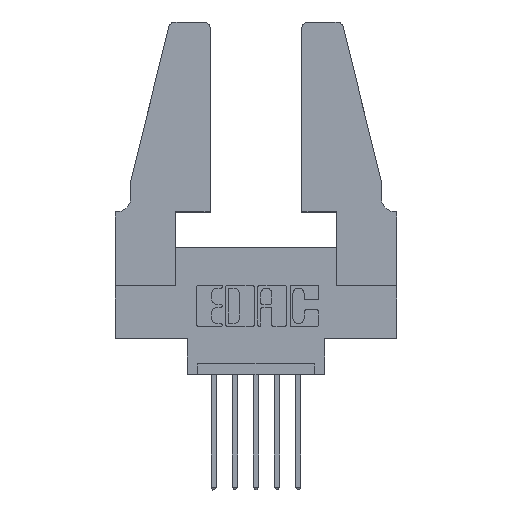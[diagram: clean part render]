
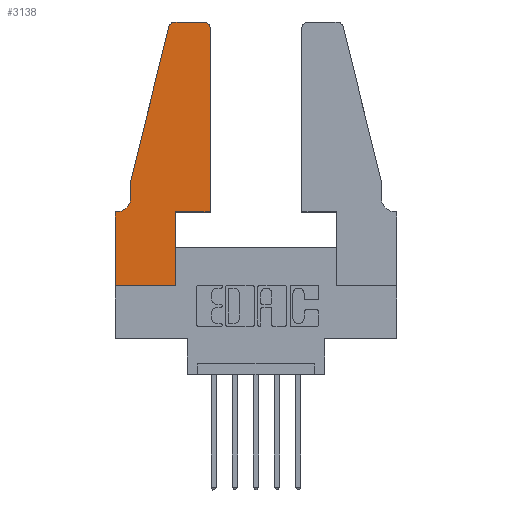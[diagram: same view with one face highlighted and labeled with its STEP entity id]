
A CAD part, top view. The second image highlights one B-rep face of the part: STEP entity #3138.
In plain terms, the highlighted planar face has unit normal (0, 0, 1).
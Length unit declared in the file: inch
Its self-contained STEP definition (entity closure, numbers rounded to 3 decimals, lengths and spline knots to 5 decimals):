
#73 = CARTESIAN_POINT ( 'NONE',  ( 0.4505, 0.35, 0.37 ) ) ;
#171 = DIRECTION ( 'NONE',  ( -0.239, -0.971, 0. ) ) ;
#357 = EDGE_CURVE ( 'NONE', #1847, #7232, #8799, .T. ) ;
#416 = DIRECTION ( 'NONE',  ( 1., 0., 0. ) ) ;
#429 = ORIENTED_EDGE ( 'NONE', *, *, #10531, .T. ) ;
#487 = CARTESIAN_POINT ( 'NONE',  ( 0.0755, 0.35, 0.37 ) ) ;
#521 = DIRECTION ( 'NONE',  ( -1., 0., 0. ) ) ;
#671 = DIRECTION ( 'NONE',  ( 0., 0., 1. ) ) ;
#960 = ORIENTED_EDGE ( 'NONE', *, *, #10878, .T. ) ;
#990 = ORIENTED_EDGE ( 'NONE', *, *, #6650, .T. ) ;
#992 = ORIENTED_EDGE ( 'NONE', *, *, #7335, .T. ) ;
#1296 = LINE ( 'NONE', #487, #2102 ) ;
#1322 = VERTEX_POINT ( 'NONE', #8027 ) ;
#1844 = VECTOR ( 'NONE', #6961, 39.37008 ) ;
#1847 = VERTEX_POINT ( 'NONE', #3779 ) ;
#1952 = LINE ( 'NONE', #5801, #5164 ) ;
#2005 = DIRECTION ( 'NONE',  ( 0., 0., -1. ) ) ;
#2063 = VECTOR ( 'NONE', #5554, 39.37008 ) ;
#2100 = EDGE_CURVE ( 'NONE', #10558, #1847, #1952, .T. ) ;
#2102 = VECTOR ( 'NONE', #521, 39.37008 ) ;
#2110 = PLANE ( 'NONE',  #5835 ) ;
#2140 = CARTESIAN_POINT ( 'NONE',  ( 0., 0.35, 0.37 ) ) ;
#2183 = CARTESIAN_POINT ( 'NONE',  ( 0.2865, 0.35, 0.37 ) ) ;
#2397 = CARTESIAN_POINT ( 'NONE',  ( 0.2605, 1.25, 0.37 ) ) ;
#2422 = DIRECTION ( 'NONE',  ( 0., 0., 1. ) ) ;
#2427 = AXIS2_PLACEMENT_3D ( 'NONE', #5825, #671, #4974 ) ;
#2464 = DIRECTION ( 'NONE',  ( 0., 1., 0. ) ) ;
#2473 = EDGE_CURVE ( 'NONE', #7232, #10146, #3179, .T. ) ;
#2616 = CARTESIAN_POINT ( 'NONE',  ( 0.25487, 1.22718, 0.37 ) ) ;
#2661 = LINE ( 'NONE', #3548, #1844 ) ;
#2724 = VECTOR ( 'NONE', #4075, 39.37008 ) ;
#2767 = CARTESIAN_POINT ( 'NONE',  ( 0.0055, 0.35, 0.37 ) ) ;
#2849 = VERTEX_POINT ( 'NONE', #2616 ) ;
#3019 = DIRECTION ( 'NONE',  ( 0., 0., 1. ) ) ;
#3119 = CARTESIAN_POINT ( 'NONE',  ( 0., 0., 0.37 ) ) ;
#3138 = ADVANCED_FACE ( 'NONE', ( #9560 ), #2110, .T. ) ;
#3179 = LINE ( 'NONE', #2397, #9967 ) ;
#3229 = ORIENTED_EDGE ( 'NONE', *, *, #2473, .T. ) ;
#3372 = DIRECTION ( 'NONE',  ( -1., 0., 0. ) ) ;
#3402 = CARTESIAN_POINT ( 'NONE',  ( 0.4205, 1.22, 0.37 ) ) ;
#3548 = CARTESIAN_POINT ( 'NONE',  ( 0.2865, 0.35, 0.37 ) ) ;
#3779 = CARTESIAN_POINT ( 'NONE',  ( 0.4505, 1.22, 0.37 ) ) ;
#4027 = CARTESIAN_POINT ( 'NONE',  ( 0., 0., 0.37 ) ) ;
#4075 = DIRECTION ( 'NONE',  ( 0., -1., 0. ) ) ;
#4397 = CARTESIAN_POINT ( 'NONE',  ( 0.0055, 0.42, 0.37 ) ) ;
#4566 = ORIENTED_EDGE ( 'NONE', *, *, #10952, .T. ) ;
#4601 = VECTOR ( 'NONE', #171, 39.37008 ) ;
#4827 = LINE ( 'NONE', #73, #6556 ) ;
#4924 = VECTOR ( 'NONE', #6125, 39.37008 ) ;
#4931 = VERTEX_POINT ( 'NONE', #2767 ) ;
#4974 = DIRECTION ( 'NONE',  ( 1., 0., 0. ) ) ;
#5121 = LINE ( 'NONE', #5212, #4601 ) ;
#5164 = VECTOR ( 'NONE', #2464, 39.37008 ) ;
#5212 = CARTESIAN_POINT ( 'NONE',  ( 0.0755, 0.5, 0.37 ) ) ;
#5275 = CARTESIAN_POINT ( 'NONE',  ( 0.4205, 1.25, 0.37 ) ) ;
#5289 = CARTESIAN_POINT ( 'NONE',  ( 0.2865, 0., 0.37 ) ) ;
#5394 = CARTESIAN_POINT ( 'NONE',  ( 0.4505, 0.35, 0.37 ) ) ;
#5554 = DIRECTION ( 'NONE',  ( 0., -1., 0. ) ) ;
#5564 = CIRCLE ( 'NONE', #2427, 0.03 ) ;
#5608 = CARTESIAN_POINT ( 'NONE',  ( 0., 0.35, 0.37 ) ) ;
#5673 = ORIENTED_EDGE ( 'NONE', *, *, #10548, .T. ) ;
#5784 = CIRCLE ( 'NONE', #6606, 0.07 ) ;
#5801 = CARTESIAN_POINT ( 'NONE',  ( 0.4505, 0.35, 0.37 ) ) ;
#5825 = CARTESIAN_POINT ( 'NONE',  ( 0.284, 1.22, 0.37 ) ) ;
#5835 = AXIS2_PLACEMENT_3D ( 'NONE', #5608, #3019, #416 ) ;
#5887 = AXIS2_PLACEMENT_3D ( 'NONE', #3402, #2422, #5910 ) ;
#5910 = DIRECTION ( 'NONE',  ( 1., 0., 0. ) ) ;
#5964 = VERTEX_POINT ( 'NONE', #2140 ) ;
#6125 = DIRECTION ( 'NONE',  ( 1., 0., 0. ) ) ;
#6323 = EDGE_LOOP ( 'NONE', ( #3229, #4566, #990, #992, #7982, #960, #9636, #429, #5673, #10242, #7153, #9862 ) ) ;
#6326 = EDGE_CURVE ( 'NONE', #5964, #6766, #6728, .T. ) ;
#6556 = VECTOR ( 'NONE', #7780, 39.37008 ) ;
#6606 = AXIS2_PLACEMENT_3D ( 'NONE', #4397, #2005, #8061 ) ;
#6650 = EDGE_CURVE ( 'NONE', #2849, #1322, #5121, .T. ) ;
#6691 = EDGE_CURVE ( 'NONE', #10093, #4931, #5784, .T. ) ;
#6728 = LINE ( 'NONE', #3119, #2063 ) ;
#6766 = VERTEX_POINT ( 'NONE', #4027 ) ;
#6799 = CARTESIAN_POINT ( 'NONE',  ( 0.0755, 0.42, 0.37 ) ) ;
#6961 = DIRECTION ( 'NONE',  ( 0., 1., 0. ) ) ;
#7153 = ORIENTED_EDGE ( 'NONE', *, *, #2100, .T. ) ;
#7173 = LINE ( 'NONE', #9869, #4924 ) ;
#7232 = VERTEX_POINT ( 'NONE', #5275 ) ;
#7335 = EDGE_CURVE ( 'NONE', #1322, #10093, #8457, .T. ) ;
#7780 = DIRECTION ( 'NONE',  ( 1., 0., 0. ) ) ;
#7982 = ORIENTED_EDGE ( 'NONE', *, *, #6691, .T. ) ;
#8027 = CARTESIAN_POINT ( 'NONE',  ( 0.0755, 0.5, 0.37 ) ) ;
#8061 = DIRECTION ( 'NONE',  ( -1., 0., 0. ) ) ;
#8204 = CARTESIAN_POINT ( 'NONE',  ( 0.0755, 0.5, 0.37 ) ) ;
#8457 = LINE ( 'NONE', #8204, #2724 ) ;
#8557 = VERTEX_POINT ( 'NONE', #5289 ) ;
#8799 = CIRCLE ( 'NONE', #5887, 0.03 ) ;
#9014 = EDGE_CURVE ( 'NONE', #10847, #10558, #4827, .T. ) ;
#9560 = FACE_OUTER_BOUND ( 'NONE', #6323, .T. ) ;
#9636 = ORIENTED_EDGE ( 'NONE', *, *, #6326, .T. ) ;
#9862 = ORIENTED_EDGE ( 'NONE', *, *, #357, .T. ) ;
#9869 = CARTESIAN_POINT ( 'NONE',  ( 0., 0., 0.37 ) ) ;
#9967 = VECTOR ( 'NONE', #3372, 39.37008 ) ;
#10093 = VERTEX_POINT ( 'NONE', #6799 ) ;
#10146 = VERTEX_POINT ( 'NONE', #10505 ) ;
#10242 = ORIENTED_EDGE ( 'NONE', *, *, #9014, .T. ) ;
#10505 = CARTESIAN_POINT ( 'NONE',  ( 0.284, 1.25, 0.37 ) ) ;
#10531 = EDGE_CURVE ( 'NONE', #6766, #8557, #7173, .T. ) ;
#10548 = EDGE_CURVE ( 'NONE', #8557, #10847, #2661, .T. ) ;
#10558 = VERTEX_POINT ( 'NONE', #5394 ) ;
#10847 = VERTEX_POINT ( 'NONE', #2183 ) ;
#10878 = EDGE_CURVE ( 'NONE', #4931, #5964, #1296, .T. ) ;
#10952 = EDGE_CURVE ( 'NONE', #10146, #2849, #5564, .T. ) ;
